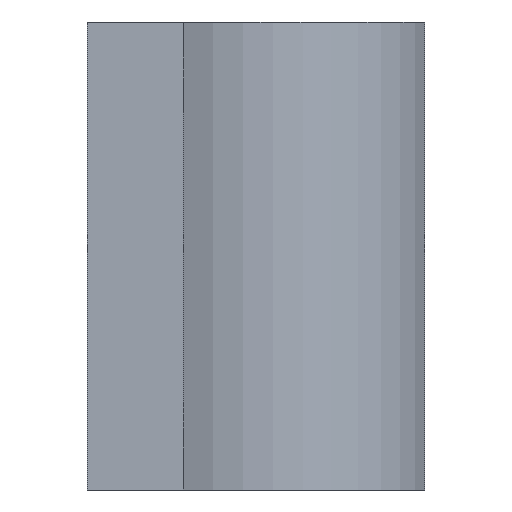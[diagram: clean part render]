
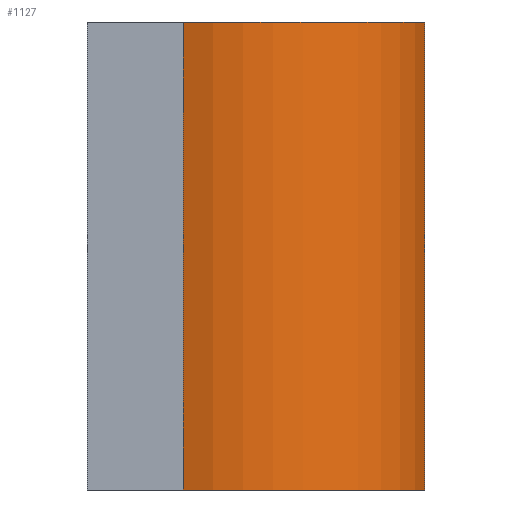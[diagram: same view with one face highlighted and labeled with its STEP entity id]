
A CAD part, left-side view. The second image highlights one B-rep face of the part: STEP entity #1127.
In plain terms, the highlighted cylindrical face has radius 12.957 mm (diameter 25.914 mm), a partial arc.
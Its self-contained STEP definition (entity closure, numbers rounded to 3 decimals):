
#44 = PLANE('',#45);
#45 = AXIS2_PLACEMENT_3D('',#46,#47,#48);
#46 = CARTESIAN_POINT('',(-21.5,0.,0.));
#47 = DIRECTION('',(0.,0.,1.));
#48 = DIRECTION('',(1.,0.,0.));
#71 = PLANE('',#72);
#72 = AXIS2_PLACEMENT_3D('',#73,#74,#75);
#73 = CARTESIAN_POINT('',(-23.182,-7.,34.));
#74 = DIRECTION('',(0.,-1.,0.));
#75 = DIRECTION('',(1.,0.,0.));
#98 = PLANE('',#99);
#99 = AXIS2_PLACEMENT_3D('',#100,#101,#102);
#100 = CARTESIAN_POINT('',(-21.5,0.,34.));
#101 = DIRECTION('',(0.,0.,1.));
#102 = DIRECTION('',(1.,0.,0.));
#142 = VERTEX_POINT('',#143);
#143 = CARTESIAN_POINT('',(-3.261,-24.54,0.));
#156 = PLANE('',#157);
#157 = AXIS2_PLACEMENT_3D('',#158,#159,#160);
#158 = CARTESIAN_POINT('',(-2.816,-21.282,34.));
#159 = DIRECTION('',(-0.991,0.135,0.));
#160 = DIRECTION('',(-0.135,-0.991,0.));
#409 = VERTEX_POINT('',#410);
#410 = CARTESIAN_POINT('',(-11.953,-7.,0.));
#429 = EDGE_CURVE('',#409,#142,#430,.T.);
#430 = SURFACE_CURVE('',#431,(#436,#443),.PCURVE_S1.);
#431 = CIRCLE('',#432,12.957);
#432 = AXIS2_PLACEMENT_3D('',#433,#434,#435);
#433 = CARTESIAN_POINT('',(0.,-12.,0.));
#434 = DIRECTION('',(-0.,0.,1.));
#435 = DIRECTION('',(0.,-1.,0.));
#436 = PCURVE('',#44,#437);
#437 = DEFINITIONAL_REPRESENTATION('',(#438),#442);
#438 = CIRCLE('',#439,12.957);
#439 = AXIS2_PLACEMENT_2D('',#440,#441);
#440 = CARTESIAN_POINT('',(21.5,-12.));
#441 = DIRECTION('',(0.,-1.));
#442 = ( GEOMETRIC_REPRESENTATION_CONTEXT(2) 
PARAMETRIC_REPRESENTATION_CONTEXT() REPRESENTATION_CONTEXT('2D SPACE',''
  ) );
#443 = PCURVE('',#444,#449);
#444 = CYLINDRICAL_SURFACE('',#445,12.957);
#445 = AXIS2_PLACEMENT_3D('',#446,#447,#448);
#446 = CARTESIAN_POINT('',(0.,-12.,34.));
#447 = DIRECTION('',(0.,0.,1.));
#448 = DIRECTION('',(1.,0.,0.));
#449 = DEFINITIONAL_REPRESENTATION('',(#450),#454);
#450 = LINE('',#451,#452);
#451 = CARTESIAN_POINT('',(-1.571,-34.));
#452 = VECTOR('',#453,1.);
#453 = DIRECTION('',(1.,0.));
#454 = ( GEOMETRIC_REPRESENTATION_CONTEXT(2) 
PARAMETRIC_REPRESENTATION_CONTEXT() REPRESENTATION_CONTEXT('2D SPACE',''
  ) );
#914 = VERTEX_POINT('',#915);
#915 = CARTESIAN_POINT('',(-11.953,-7.,34.));
#936 = EDGE_CURVE('',#914,#937,#939,.T.);
#937 = VERTEX_POINT('',#938);
#938 = CARTESIAN_POINT('',(-3.261,-24.54,34.));
#939 = SURFACE_CURVE('',#940,(#945,#952),.PCURVE_S1.);
#940 = CIRCLE('',#941,12.957);
#941 = AXIS2_PLACEMENT_3D('',#942,#943,#944);
#942 = CARTESIAN_POINT('',(0.,-12.,34.));
#943 = DIRECTION('',(0.,0.,1.));
#944 = DIRECTION('',(1.,0.,0.));
#945 = PCURVE('',#98,#946);
#946 = DEFINITIONAL_REPRESENTATION('',(#947),#951);
#947 = CIRCLE('',#948,12.957);
#948 = AXIS2_PLACEMENT_2D('',#949,#950);
#949 = CARTESIAN_POINT('',(21.5,-12.));
#950 = DIRECTION('',(1.,0.));
#951 = ( GEOMETRIC_REPRESENTATION_CONTEXT(2) 
PARAMETRIC_REPRESENTATION_CONTEXT() REPRESENTATION_CONTEXT('2D SPACE',''
  ) );
#952 = PCURVE('',#444,#953);
#953 = DEFINITIONAL_REPRESENTATION('',(#954),#958);
#954 = LINE('',#955,#956);
#955 = CARTESIAN_POINT('',(0.,0.));
#956 = VECTOR('',#957,1.);
#957 = DIRECTION('',(1.,0.));
#958 = ( GEOMETRIC_REPRESENTATION_CONTEXT(2) 
PARAMETRIC_REPRESENTATION_CONTEXT() REPRESENTATION_CONTEXT('2D SPACE',''
  ) );
#1038 = EDGE_CURVE('',#914,#409,#1039,.T.);
#1039 = SURFACE_CURVE('',#1040,(#1044,#1051),.PCURVE_S1.);
#1040 = LINE('',#1041,#1042);
#1041 = CARTESIAN_POINT('',(-11.953,-7.,34.));
#1042 = VECTOR('',#1043,1.);
#1043 = DIRECTION('',(-0.,-0.,-1.));
#1044 = PCURVE('',#71,#1045);
#1045 = DEFINITIONAL_REPRESENTATION('',(#1046),#1050);
#1046 = LINE('',#1047,#1048);
#1047 = CARTESIAN_POINT('',(11.228,0.));
#1048 = VECTOR('',#1049,1.);
#1049 = DIRECTION('',(0.,-1.));
#1050 = ( GEOMETRIC_REPRESENTATION_CONTEXT(2) 
PARAMETRIC_REPRESENTATION_CONTEXT() REPRESENTATION_CONTEXT('2D SPACE',''
  ) );
#1051 = PCURVE('',#444,#1052);
#1052 = DEFINITIONAL_REPRESENTATION('',(#1053),#1057);
#1053 = LINE('',#1054,#1055);
#1054 = CARTESIAN_POINT('',(2.745,0.));
#1055 = VECTOR('',#1056,1.);
#1056 = DIRECTION('',(0.,-1.));
#1057 = ( GEOMETRIC_REPRESENTATION_CONTEXT(2) 
PARAMETRIC_REPRESENTATION_CONTEXT() REPRESENTATION_CONTEXT('2D SPACE',''
  ) );
#1087 = EDGE_CURVE('',#142,#937,#1088,.T.);
#1088 = SURFACE_CURVE('',#1089,(#1093,#1099),.PCURVE_S1.);
#1089 = LINE('',#1090,#1091);
#1090 = CARTESIAN_POINT('',(-3.261,-24.54,34.));
#1091 = VECTOR('',#1092,1.);
#1092 = DIRECTION('',(0.,0.,1.));
#1093 = PCURVE('',#156,#1094);
#1094 = DEFINITIONAL_REPRESENTATION('',(#1095),#1098);
#1095 = B_SPLINE_CURVE_WITH_KNOTS('',1,(#1096,#1097),.UNSPECIFIED.,.F.,
  .F.,(2,2),(-34.,0.),.PIECEWISE_BEZIER_KNOTS.);
#1096 = CARTESIAN_POINT('',(3.288,-34.));
#1097 = CARTESIAN_POINT('',(3.288,0.));
#1098 = ( GEOMETRIC_REPRESENTATION_CONTEXT(2) 
PARAMETRIC_REPRESENTATION_CONTEXT() REPRESENTATION_CONTEXT('2D SPACE',''
  ) );
#1099 = PCURVE('',#444,#1100);
#1100 = DEFINITIONAL_REPRESENTATION('',(#1101),#1104);
#1101 = B_SPLINE_CURVE_WITH_KNOTS('',1,(#1102,#1103),.UNSPECIFIED.,.F.,
  .F.,(2,2),(-34.,0.),.PIECEWISE_BEZIER_KNOTS.);
#1102 = CARTESIAN_POINT('',(4.458,-34.));
#1103 = CARTESIAN_POINT('',(4.458,0.));
#1104 = ( GEOMETRIC_REPRESENTATION_CONTEXT(2) 
PARAMETRIC_REPRESENTATION_CONTEXT() REPRESENTATION_CONTEXT('2D SPACE',''
  ) );
#1127 = ADVANCED_FACE('',(#1128),#444,.T.);
#1128 = FACE_BOUND('',#1129,.T.);
#1129 = EDGE_LOOP('',(#1130,#1131,#1132,#1133));
#1130 = ORIENTED_EDGE('',*,*,#429,.T.);
#1131 = ORIENTED_EDGE('',*,*,#1087,.T.);
#1132 = ORIENTED_EDGE('',*,*,#936,.F.);
#1133 = ORIENTED_EDGE('',*,*,#1038,.T.);
